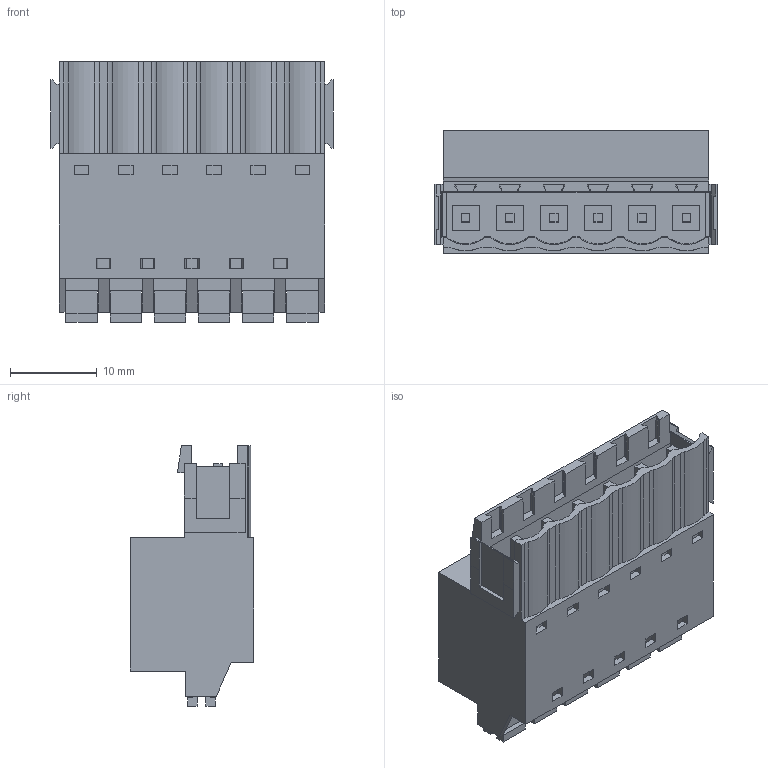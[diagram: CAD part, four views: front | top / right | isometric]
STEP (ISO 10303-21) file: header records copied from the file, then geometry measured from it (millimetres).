
FILE_DESCRIPTION(('CATIA V5 STEP Exchange','CAx-IF Rec.Pracs.--- Model Styling and Organization---1.4--- 2014-01-23'),'2;1');
FILE_NAME ('D1521764_0_1335480000_1335480000.stp','2021-09-20T08:43:34+00:00',('none'),('Weidmueller'),'CATIA Version 5-6 Release 2016 SP3 HF44','CATIA V5 STEP AP214','none');
FILE_SCHEMA(('AUTOMOTIVE_DESIGN { 1 0 10303 214 1 1 1 1 }'));
Length unit declared in the file: millimetre
Products named in the file (1): 1335480000
Bounding box: 32.43 x 14.2 x 29.93 mm (x, y, z)
Volume: 6797 mm3; surface area: 6313.2 mm2
Topology: 13 solids, 13 shells, 619 faces, 1643 edges, 1078 vertices
Faces by surface type: plane 553, cylinder 54, extrusion 12
Entity records: 18249 total; most frequent: CARTESIAN_POINT 3806, ORIENTED_EDGE 3286, DIRECTION 2357, EDGE_CURVE 1643, VECTOR 1527, LINE 1515, VERTEX_POINT 1078, EDGE_LOOP 679
